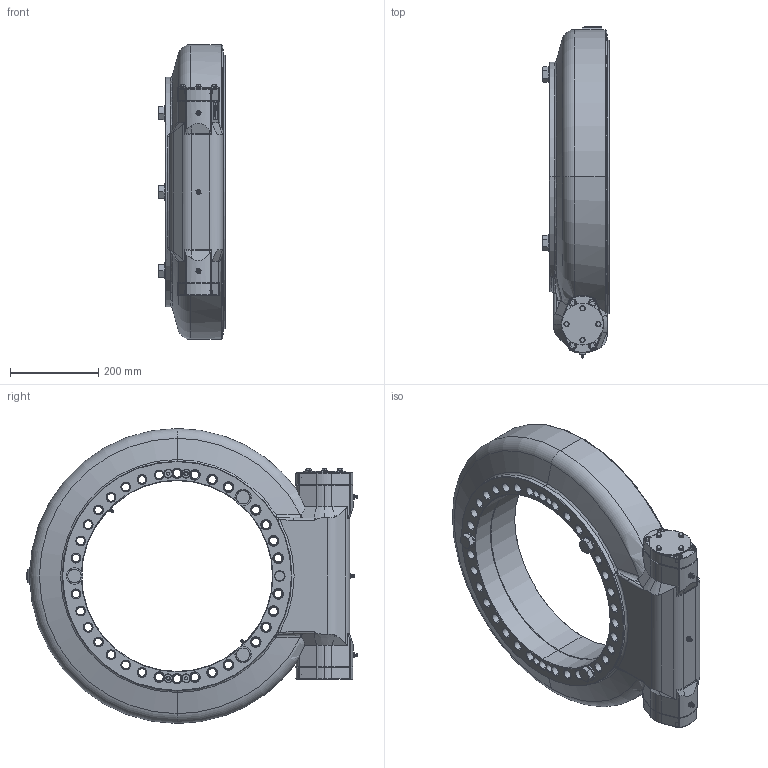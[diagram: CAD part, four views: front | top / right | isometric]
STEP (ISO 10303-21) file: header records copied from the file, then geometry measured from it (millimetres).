
FILE_DESCRIPTION (( 'STEP AP214' ), '1' );
FILE_NAME ('TGE639-Z0-RM - SH.STEP', '2018-04-16T14:45:19', ( '' ), ( '' ), 'SwSTEP 2.0', 'SolidWorks 2016', '' );
FILE_SCHEMA (( 'AUTOMOTIVE_DESIGN' ));
Length unit declared in the file: millimetre
Products named in the file (1): TGE639-Z0-RM - SH
Bounding box: 151.5 x 751.53 x 668 mm (x, y, z)
Surface area: 1408172.5 mm2 (no closed solid volume)
Topology: 0 solids, 51 shells, 887 faces, 2870 edges, 2002 vertices
Faces by surface type: cylinder 359, plane 249, cone 170, torus 97, bspline 12
Entity records: 44841 total; most frequent: CARTESIAN_POINT 9558, DIRECTION 5553, ORIENTED_EDGE 4690, EDGE_CURVE 2870, AXIS2_PLACEMENT_3D 2205, VERTEX_POINT 2002, CIRCLE 1329, EDGE_LOOP 1182
